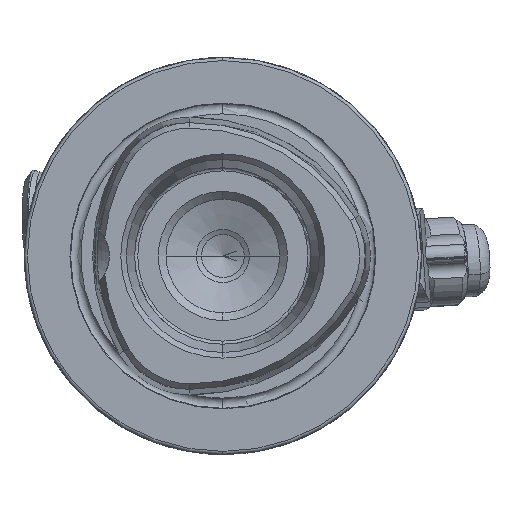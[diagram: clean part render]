
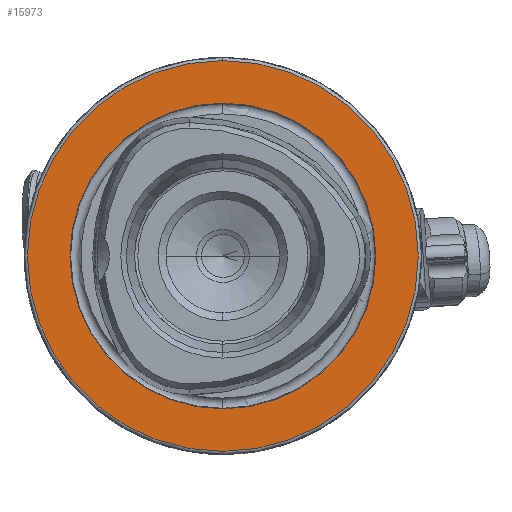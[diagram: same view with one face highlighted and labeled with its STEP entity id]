
A CAD part, left-side view. The second image highlights one B-rep face of the part: STEP entity #15973.
In plain terms, the highlighted planar face has unit normal (-1, 0, 0).
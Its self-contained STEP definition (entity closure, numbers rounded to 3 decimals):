
#762 = AXIS2_PLACEMENT_3D ( 'NONE', #20789, #1588, #19092 ) ;
#1090 = DIRECTION ( 'NONE',  ( -1., 0., 0. ) ) ;
#1588 = DIRECTION ( 'NONE',  ( 1., 0., 0. ) ) ;
#2343 = ORIENTED_EDGE ( 'NONE', *, *, #2517, .F. ) ;
#2517 = EDGE_CURVE ( 'NONE', #13037, #12140, #6382, .T. ) ;
#2666 = AXIS2_PLACEMENT_3D ( 'NONE', #7979, #8152, #6209 ) ;
#4095 = AXIS2_PLACEMENT_3D ( 'NONE', #17971, #8551, #12263 ) ;
#4301 = CARTESIAN_POINT ( 'NONE',  ( 0., 0., 31. ) ) ;
#5211 = EDGE_CURVE ( 'NONE', #6702, #9219, #8357, .T. ) ;
#5546 = CARTESIAN_POINT ( 'NONE',  ( 0., 0., 24.25 ) ) ;
#6209 = DIRECTION ( 'NONE',  ( 0., 0., 1. ) ) ;
#6382 = CIRCLE ( 'NONE', #2666, 24.25 ) ;
#6702 = VERTEX_POINT ( 'NONE', #7902 ) ;
#7902 = CARTESIAN_POINT ( 'NONE',  ( 0., 0., -31. ) ) ;
#7979 = CARTESIAN_POINT ( 'NONE',  ( 0., 0., 0. ) ) ;
#8152 = DIRECTION ( 'NONE',  ( -1., 0., 0. ) ) ;
#8357 = CIRCLE ( 'NONE', #13461, 31. ) ;
#8551 = DIRECTION ( 'NONE',  ( -1., 0., 0. ) ) ;
#9219 = VERTEX_POINT ( 'NONE', #4301 ) ;
#10004 = FACE_BOUND ( 'NONE', #20594, .T. ) ;
#12140 = VERTEX_POINT ( 'NONE', #5546 ) ;
#12263 = DIRECTION ( 'NONE',  ( 0., 0., 1. ) ) ;
#12631 = EDGE_CURVE ( 'NONE', #12140, #13037, #15628, .T. ) ;
#13037 = VERTEX_POINT ( 'NONE', #13629 ) ;
#13424 = ORIENTED_EDGE ( 'NONE', *, *, #12631, .F. ) ;
#13461 = AXIS2_PLACEMENT_3D ( 'NONE', #18423, #1090, #20204 ) ;
#13629 = CARTESIAN_POINT ( 'NONE',  ( 0., 0., -24.25 ) ) ;
#14461 = EDGE_LOOP ( 'NONE', ( #17876, #23487 ) ) ;
#14793 = CIRCLE ( 'NONE', #16578, 31. ) ;
#15628 = CIRCLE ( 'NONE', #4095, 24.25 ) ;
#15973 = ADVANCED_FACE ( 'NONE', ( #10004, #17823 ), #24947, .F. ) ;
#16578 = AXIS2_PLACEMENT_3D ( 'NONE', #21931, #17692, #18031 ) ;
#16778 = EDGE_CURVE ( 'NONE', #9219, #6702, #14793, .T. ) ;
#17692 = DIRECTION ( 'NONE',  ( -1., 0., 0. ) ) ;
#17823 = FACE_OUTER_BOUND ( 'NONE', #14461, .T. ) ;
#17876 = ORIENTED_EDGE ( 'NONE', *, *, #16778, .T. ) ;
#17971 = CARTESIAN_POINT ( 'NONE',  ( 0., 0., 0. ) ) ;
#18031 = DIRECTION ( 'NONE',  ( 0., 0., 1. ) ) ;
#18423 = CARTESIAN_POINT ( 'NONE',  ( 0., 0., 0. ) ) ;
#19092 = DIRECTION ( 'NONE',  ( 0., 0., -1. ) ) ;
#20204 = DIRECTION ( 'NONE',  ( 0., 0., 1. ) ) ;
#20594 = EDGE_LOOP ( 'NONE', ( #13424, #2343 ) ) ;
#20789 = CARTESIAN_POINT ( 'NONE',  ( 0., 24.25, 0. ) ) ;
#21931 = CARTESIAN_POINT ( 'NONE',  ( 0., 0., 0. ) ) ;
#23487 = ORIENTED_EDGE ( 'NONE', *, *, #5211, .T. ) ;
#24947 = PLANE ( 'NONE',  #762 ) ;
